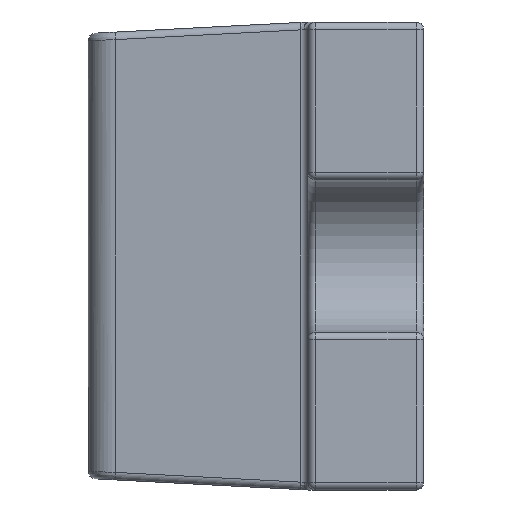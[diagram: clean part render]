
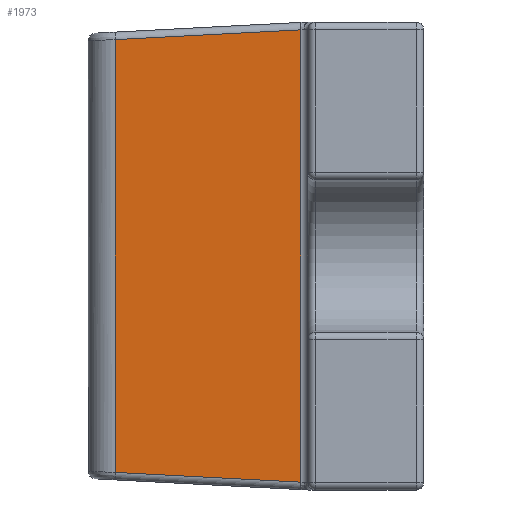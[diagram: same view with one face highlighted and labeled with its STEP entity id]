
A CAD part, front view. The second image highlights one B-rep face of the part: STEP entity #1973.
In plain terms, the highlighted planar face has unit normal (-0.052, -0.999, 0).
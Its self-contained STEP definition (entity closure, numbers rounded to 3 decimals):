
#9 = EDGE_CURVE ( 'NONE', #1146, #2242, #2252, .T. ) ;
#128 = CARTESIAN_POINT ( 'NONE',  ( -0.512, -0.672, -0.63 ) ) ;
#414 = DIRECTION ( 'NONE',  ( 0., 0., 1. ) ) ;
#463 = VECTOR ( 'NONE', #2090, 1000. ) ;
#510 = FACE_OUTER_BOUND ( 'NONE', #2333, .T. ) ;
#610 = EDGE_CURVE ( 'NONE', #838, #1482, #739, .T. ) ;
#657 = EDGE_CURVE ( 'NONE', #1146, #838, #1801, .T. ) ;
#716 = AXIS2_PLACEMENT_3D ( 'NONE', #128, #2314, #1059 ) ;
#739 = LINE ( 'NONE', #1465, #1716 ) ;
#838 = VERTEX_POINT ( 'NONE', #1023 ) ;
#989 = LINE ( 'NONE', #1717, #463 ) ;
#1023 = CARTESIAN_POINT ( 'NONE',  ( -0.019, -0.698, -0.601 ) ) ;
#1055 = CARTESIAN_POINT ( 'NONE',  ( -0.512, -0.672, -0.575 ) ) ;
#1059 = DIRECTION ( 'NONE',  ( 0.999, -0.052, 0. ) ) ;
#1125 = CARTESIAN_POINT ( 'NONE',  ( -0.509, -0.672, -0.576 ) ) ;
#1146 = VERTEX_POINT ( 'NONE', #1055 ) ;
#1174 = VECTOR ( 'NONE', #1453, 1000. ) ;
#1256 = ORIENTED_EDGE ( 'NONE', *, *, #1378, .T. ) ;
#1343 = ORIENTED_EDGE ( 'NONE', *, *, #610, .T. ) ;
#1363 = CARTESIAN_POINT ( 'NONE',  ( -0.512, -0.672, 0.575 ) ) ;
#1378 = EDGE_CURVE ( 'NONE', #1482, #2242, #989, .T. ) ;
#1453 = DIRECTION ( 'NONE',  ( 0.997, -0.052, -0.052 ) ) ;
#1465 = CARTESIAN_POINT ( 'NONE',  ( -0.019, -0.698, -0.63 ) ) ;
#1482 = VERTEX_POINT ( 'NONE', #2245 ) ;
#1527 = ORIENTED_EDGE ( 'NONE', *, *, #657, .T. ) ;
#1599 = VECTOR ( 'NONE', #414, 1000. ) ;
#1716 = VECTOR ( 'NONE', #2008, 1000. ) ;
#1717 = CARTESIAN_POINT ( 'NONE',  ( -0.575, -0.668, 0.572 ) ) ;
#1801 = LINE ( 'NONE', #1125, #1174 ) ;
#1805 = ORIENTED_EDGE ( 'NONE', *, *, #9, .F. ) ;
#1973 = ADVANCED_FACE ( 'NONE', ( #510 ), #1981, .T. ) ;
#1981 = PLANE ( 'NONE',  #716 ) ;
#2008 = DIRECTION ( 'NONE',  ( 0., 0., 1. ) ) ;
#2063 = CARTESIAN_POINT ( 'NONE',  ( -0.512, -0.672, 0.603 ) ) ;
#2090 = DIRECTION ( 'NONE',  ( -0.997, 0.052, -0.052 ) ) ;
#2242 = VERTEX_POINT ( 'NONE', #1363 ) ;
#2245 = CARTESIAN_POINT ( 'NONE',  ( -0.019, -0.698, 0.601 ) ) ;
#2252 = LINE ( 'NONE', #2063, #1599 ) ;
#2314 = DIRECTION ( 'NONE',  ( -0.052, -0.999, 0. ) ) ;
#2333 = EDGE_LOOP ( 'NONE', ( #1343, #1256, #1805, #1527 ) ) ;
